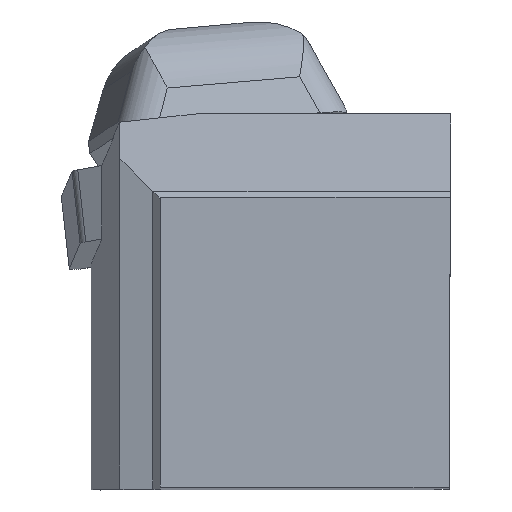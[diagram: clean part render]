
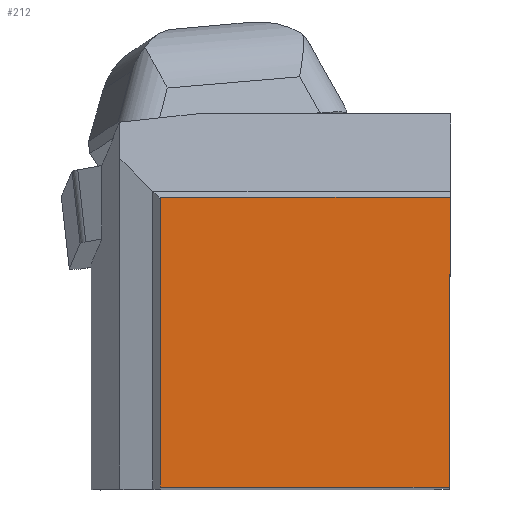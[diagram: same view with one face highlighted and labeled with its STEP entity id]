
A CAD part, top view. The second image highlights one B-rep face of the part: STEP entity #212.
In plain terms, the highlighted planar face has unit normal (0, 0, 1).
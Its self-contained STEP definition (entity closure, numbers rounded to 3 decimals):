
#146=FACE_OUTER_BOUND('',#617,.T.);
#212=ADVANCED_FACE('BLANK_BOXF006',(#146),#272,.F.);
#272=PLANE('',#1462);
#369=LINE('',#2130,#507);
#373=LINE('',#2136,#511);
#377=LINE('',#2144,#515);
#378=LINE('',#2146,#516);
#507=VECTOR('',#1683,1.);
#511=VECTOR('',#1689,1.);
#515=VECTOR('',#1695,1.);
#516=VECTOR('',#1696,1.);
#617=EDGE_LOOP('',(#795,#796,#797,#798));
#795=ORIENTED_EDGE('',*,*,#1236,.F.);
#796=ORIENTED_EDGE('',*,*,#1232,.F.);
#797=ORIENTED_EDGE('',*,*,#1228,.F.);
#798=ORIENTED_EDGE('',*,*,#1237,.F.);
#1090=VERTEX_POINT('',#2129);
#1091=VERTEX_POINT('',#2131);
#1092=VERTEX_POINT('',#2137);
#1095=VERTEX_POINT('',#2145);
#1228=EDGE_CURVE('',#1090,#1091,#369,.T.);
#1232=EDGE_CURVE('',#1091,#1092,#373,.T.);
#1236=EDGE_CURVE('',#1092,#1095,#377,.T.);
#1237=EDGE_CURVE('',#1095,#1090,#378,.T.);
#1462=AXIS2_PLACEMENT_3D('',#2147,#1697,#1698);
#1683=DIRECTION('',(-0.004,-1.,0.));
#1689=DIRECTION('',(-1.,0.,0.));
#1695=DIRECTION('',(0.,1.,0.));
#1696=DIRECTION('',(1.,0.,0.));
#1697=DIRECTION('',(0.,0.,-1.));
#1698=DIRECTION('',(-1.,0.,0.));
#2129=CARTESIAN_POINT('',(0.,18.923,0.));
#2130=CARTESIAN_POINT('',(0.482,129.299,0.));
#2131=CARTESIAN_POINT('',(-0.083,0.,0.));
#2136=CARTESIAN_POINT('',(129.3,0.,0.));
#2137=CARTESIAN_POINT('',(-18.923,0.,0.));
#2144=CARTESIAN_POINT('',(-18.923,-129.3,0.));
#2145=CARTESIAN_POINT('',(-18.923,18.923,0.));
#2146=CARTESIAN_POINT('',(-129.3,18.923,0.));
#2147=CARTESIAN_POINT('',(-40.4,-5.,0.));
